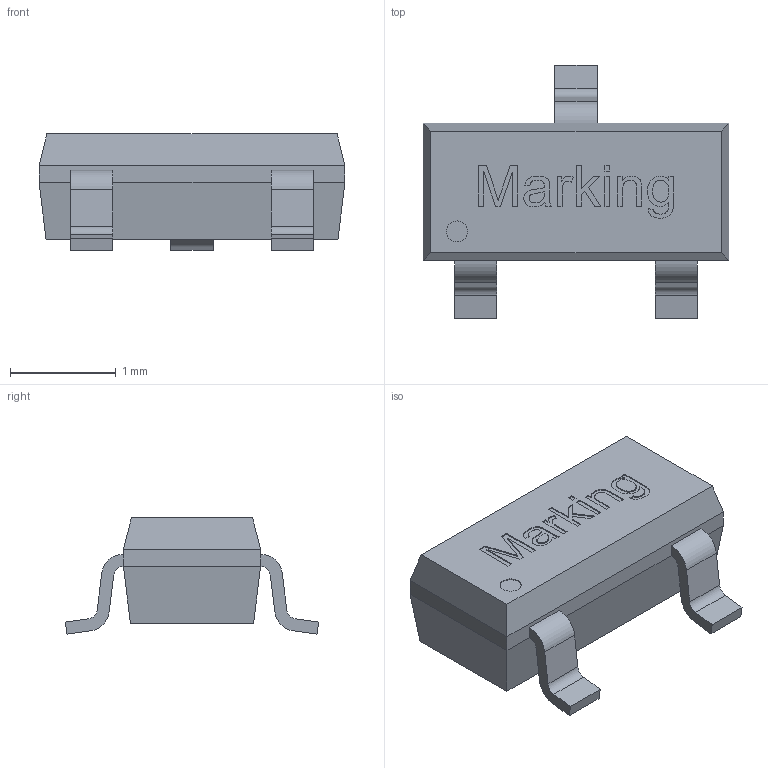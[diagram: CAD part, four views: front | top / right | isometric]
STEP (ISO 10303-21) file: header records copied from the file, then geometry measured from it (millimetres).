
FILE_DESCRIPTION(/* description */ ('Unknown'),/* implementation_level */ '2;1');
FILE_NAME(/* name */ '824022',/* time_stamp */ '2018-11-14T10:40:46+01:00',/* author */ ('Unknown'),/* organization */ ('Unknown'),/* preprocessor_version */ 'ST-DEVELOPER v16.7',/* originating_system */ 'DEX',/* authorisation */ $);
FILE_SCHEMA (('AUTOMOTIVE_DESIGN {1 0 10303 214 3 1 1}'));
Length unit declared in the file: millimetre
Products named in the file (1): 824022
Bounding box: 2.9 x 2.4 x 1.1 mm (x, y, z)
Volume: 3.7 mm3; surface area: 17.8 mm2
Topology: 1 solids, 1 shells, 121 faces, 310 edges, 202 vertices
Faces by surface type: plane 92, bspline 16, cylinder 13
Full cylindrical faces by diameter (mm): 0.2 x1
Entity records: 5019 total; most frequent: CARTESIAN_POINT 1488, ORIENTED_EDGE 616, DIRECTION 422, EDGE_CURVE 308, VERTEX_POINT 202, LINE 158, VECTOR 158, EDGE_LOOP 134
